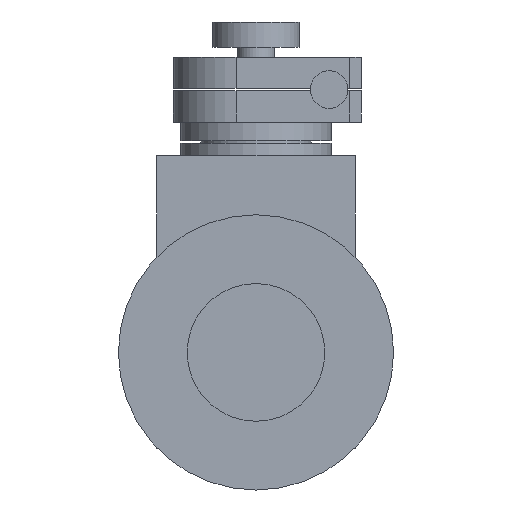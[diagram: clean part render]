
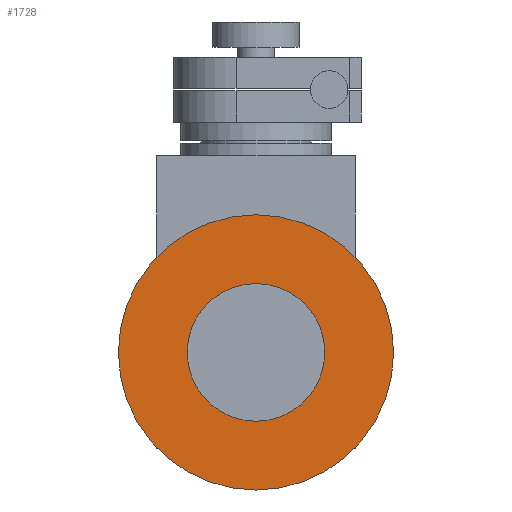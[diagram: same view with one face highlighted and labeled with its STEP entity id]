
A CAD part, front view. The second image highlights one B-rep face of the part: STEP entity #1728.
In plain terms, the highlighted planar face has unit normal (0, -1, 0).
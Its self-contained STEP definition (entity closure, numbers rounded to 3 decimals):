
#1660=CARTESIAN_POINT('',(11.,-2.5,0.));
#1661=VERTEX_POINT('',#1660);
#1677=CARTESIAN_POINT('',(-11.,-2.5,0.));
#1678=VERTEX_POINT('',#1677);
#1685=CARTESIAN_POINT('',(0.,-2.5,0.));
#1686=DIRECTION('',(0.0,-1.0,0.0));
#1687=DIRECTION('',(1.0,0.0,0.0));
#1688=AXIS2_PLACEMENT_3D('',#1685,#1686,#1687);
#1689=CIRCLE('',#1688,11.0);
#1690=EDGE_CURVE('',#1661,#1678,#1689,.T.);
#1701=CARTESIAN_POINT('',(0.,-2.5,0.));
#1702=DIRECTION('',(0.0,-1.0,0.0));
#1703=DIRECTION('',(1.0,0.0,0.0));
#1704=AXIS2_PLACEMENT_3D('',#1701,#1702,#1703);
#1705=CIRCLE('',#1704,11.0);
#1706=EDGE_CURVE('',#1678,#1661,#1705,.T.);
#1719=CARTESIAN_POINT('',(0.,-2.5,0.));
#1720=DIRECTION('',(0.0,-1.0,0.0));
#1721=DIRECTION('',(-1.0,0.0,0.0));
#1722=AXIS2_PLACEMENT_3D('',#1719,#1720,#1721);
#1723=PLANE('',#1722);
#1724=ORIENTED_EDGE('',*,*,#1690,.T.);
#1725=ORIENTED_EDGE('',*,*,#1706,.T.);
#1726=EDGE_LOOP('',(#1724,#1725));
#1727=FACE_OUTER_BOUND('',#1726,.T.);
#1728=ADVANCED_FACE('',(#1727),#1723,.T.);
